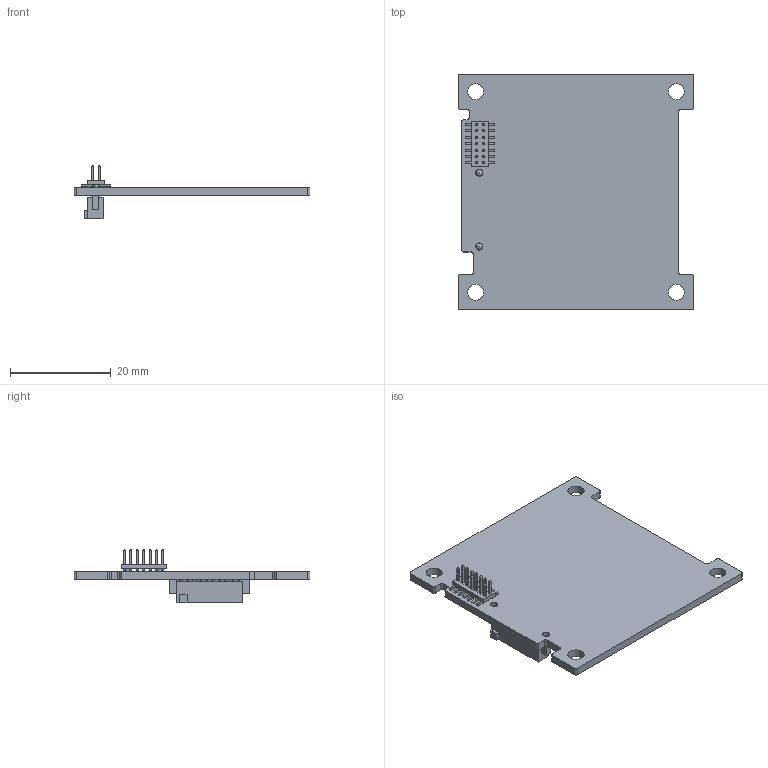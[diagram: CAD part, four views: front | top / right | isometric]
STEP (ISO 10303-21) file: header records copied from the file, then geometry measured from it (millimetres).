
FILE_DESCRIPTION(('KiCad electronic assembly'),'2;1');
FILE_NAME('batteryboard-bottom.step','2022-11-08T23:17:11',('Pcbnew'),( 'Kicad'),'Open CASCADE STEP processor 7.6','KiCad to STEP converter' ,'Unknown');
FILE_SCHEMA(('AUTOMOTIVE_DESIGN { 1 0 10303 214 1 1 1 1 }'));
Length unit declared in the file: millimetre
Products named in the file (6): batteryboard-bottom 1; FTS-107-01-L-DV-A; COMPOUND; SFC-110-T2-F-D-A-TR; _autosave-batteryboard-bottom PCB
Assembly tree (5 placements, depth 3):
  batteryboard-bottom 1
    FTS-107-01-L-DV-A
      COMPOUND
    SFC-110-T2-F-D-A-TR
      COMPOUND
    _autosave-batteryboard-bottom PCB
Bounding box: 46.8 x 46.8 x 10.67 mm (x, y, z)
Volume: 3451.8 mm3; surface area: 5235.9 mm2
Topology: 6 solids, 6 shells, 730 faces, 1892 edges, 1214 vertices
Faces by surface type: bspline 688, cylinder 24, plane 18
Full cylindrical faces by diameter (mm): 1.02 x2, 1.42 x2, 3.2 x4
Entity records: 42146 total; most frequent: CARTESIAN_POINT 16524, B_SPLINE_CURVE_WITH_KNOTS 5010, ORIENTED_EDGE 3780, PCURVE 3780, DEFINITIONAL_REPRESENTATION 3780, EDGE_CURVE 1890, SURFACE_CURVE 1876, VERTEX_POINT 1214
